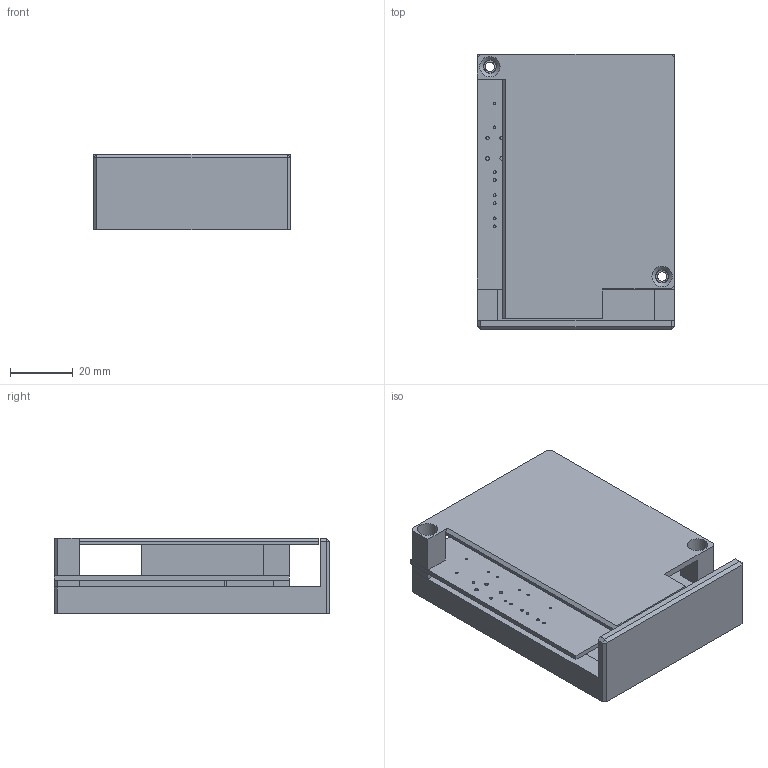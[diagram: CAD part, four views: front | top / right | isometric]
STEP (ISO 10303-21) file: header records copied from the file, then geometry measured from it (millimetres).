
FILE_DESCRIPTION(/* description */ ('KiCad electronic assembly'),/* implementation_level */ '2;1');
FILE_NAME(/* name */ 'MinimalJammer Case.step',/* time_stamp */ '2025-09-06T17:28:07+03:00',/* author */ (''),/* organization */ (''),/* preprocessor_version */ 'ST-DEVELOPER v20.1',/* originating_system */ 'Autodesk Translation Framework v14.10.0.0',/* authorisation */ '');
FILE_SCHEMA (('AUTOMOTIVE_DESIGN { 1 0 10303 214 3 1 1 }'));
Length unit declared in the file: millimetre
Products named in the file (3): 2025-09-05-13-36-17-557; 2025-09-06-14-24-57-641; 2025-09-06-14-24-57-642
Assembly tree (2 placements, depth 3):
  2025-09-05-13-36-17-557
    2025-09-06-14-24-57-641
      2025-09-06-14-24-57-642
Bounding box: 63 x 88 x 24.01 mm (x, y, z)
Volume: 45354.6 mm3; surface area: 44792.9 mm2
Topology: 4 solids, 4 shells, 151 faces, 420 edges, 277 vertices
Faces by surface type: plane 76, cylinder 73, cone 2
Full cylindrical faces by diameter (mm): 0.8 x8, 0.9 x44, 1.1 x4, 1.2 x6, 3 x3, 4 x2, 4.3 x4, 6.5 x2
Entity records: 5245 total; most frequent: DIRECTION 880, CARTESIAN_POINT 853, ORIENTED_EDGE 840, EDGE_CURVE 420, AXIS2_PLACEMENT_3D 304, EDGE_LOOP 299, VERTEX_POINT 277, LINE 272
